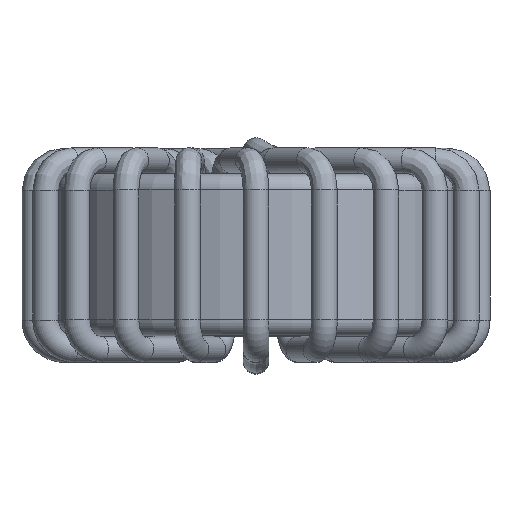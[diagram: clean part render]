
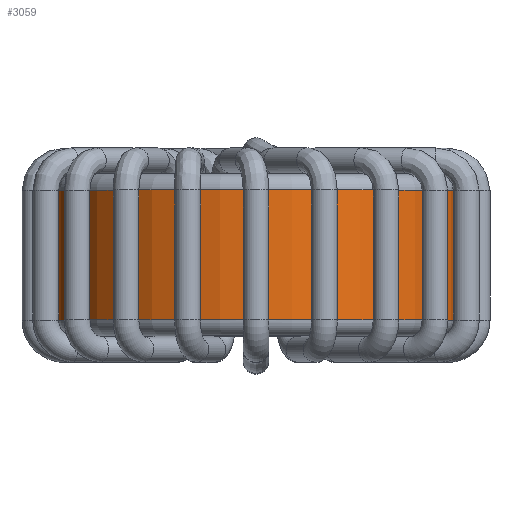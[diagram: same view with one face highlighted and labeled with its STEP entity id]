
A CAD part, top view. The second image highlights one B-rep face of the part: STEP entity #3059.
In plain terms, the highlighted cylindrical face has radius 6.45 mm (diameter 12.9 mm), a full revolution.
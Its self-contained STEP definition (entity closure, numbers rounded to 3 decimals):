
#159=CYLINDRICAL_SURFACE('',#3359,6.45);
#481=ORIENTED_EDGE('',*,*,#657,.T.);
#482=ORIENTED_EDGE('',*,*,#658,.T.);
#657=EDGE_CURVE('',#825,#825,#993,.T.);
#658=EDGE_CURVE('',#826,#826,#994,.T.);
#825=VERTEX_POINT('',#8347);
#826=VERTEX_POINT('',#8349);
#993=CIRCLE('',#3360,6.45);
#994=CIRCLE('',#3361,6.45);
#1321=EDGE_LOOP('',(#481));
#1322=EDGE_LOOP('',(#482));
#1657=FACE_BOUND('',#1321,.T.);
#1658=FACE_BOUND('',#1322,.T.);
#3059=ADVANCED_FACE('',(#1657,#1658),#159,.T.);
#3359=AXIS2_PLACEMENT_3D('',#8345,#3940,#3941);
#3360=AXIS2_PLACEMENT_3D('',#8346,#3942,#3943);
#3361=AXIS2_PLACEMENT_3D('',#8348,#3944,#3945);
#3940=DIRECTION('',(0.,-1.,0.));
#3941=DIRECTION('',(0.,0.,-1.));
#3942=DIRECTION('',(0.,1.,0.));
#3943=DIRECTION('',(0.,0.,1.));
#3944=DIRECTION('',(0.,-1.,0.));
#3945=DIRECTION('',(0.,0.,-1.));
#8345=CARTESIAN_POINT('',(0.,0.,0.));
#8346=CARTESIAN_POINT('',(0.,-2.015,0.));
#8347=CARTESIAN_POINT('',(0.,-2.015,6.45));
#8348=CARTESIAN_POINT('',(0.,2.015,0.));
#8349=CARTESIAN_POINT('',(0.,2.015,-6.45));
